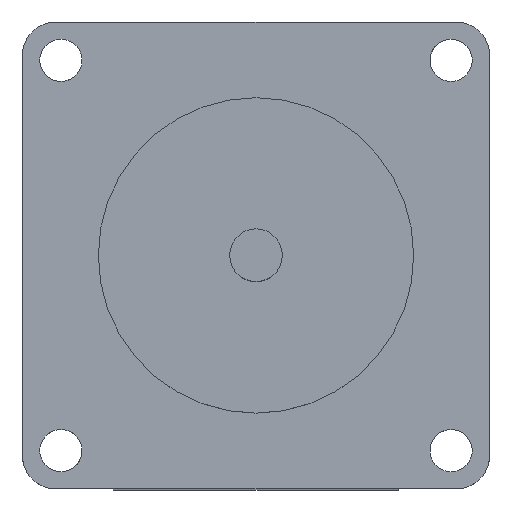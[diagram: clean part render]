
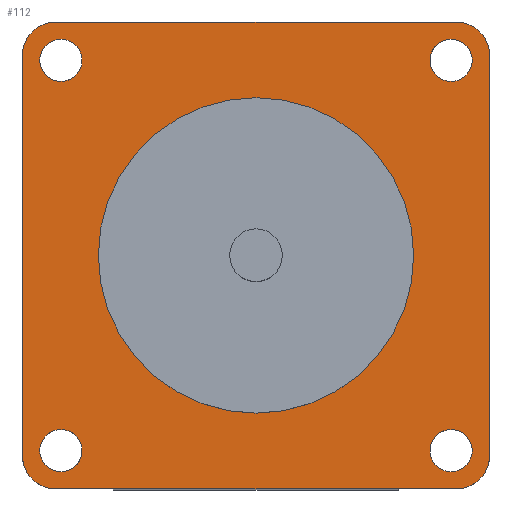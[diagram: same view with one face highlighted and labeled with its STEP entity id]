
A CAD part, top view. The second image highlights one B-rep face of the part: STEP entity #112.
In plain terms, the highlighted planar face has unit normal (0, 0, 1).
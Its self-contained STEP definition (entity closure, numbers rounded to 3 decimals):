
#112=ADVANCED_FACE('',(#200,#201,#202,#203,#204,#205),#206,.T.);
#200=FACE_BOUND('',#305,.T.);
#201=FACE_OUTER_BOUND('',#306,.T.);
#202=FACE_BOUND('',#307,.T.);
#203=FACE_BOUND('',#308,.T.);
#204=FACE_BOUND('',#309,.T.);
#205=FACE_BOUND('',#310,.T.);
#206=PLANE('',#311);
#305=EDGE_LOOP('',(#608,#609));
#306=EDGE_LOOP('',(#610,#611,#612,#613,#614,#615,#616,#617,#618,#619,#620,#621));
#307=EDGE_LOOP('',(#622,#623));
#308=EDGE_LOOP('',(#624,#625));
#309=EDGE_LOOP('',(#626,#627));
#310=EDGE_LOOP('',(#628,#629));
#311=AXIS2_PLACEMENT_3D('',#630,#631,#632);
#608=ORIENTED_EDGE('',*,*,#831,.T.);
#609=ORIENTED_EDGE('',*,*,#761,.T.);
#610=ORIENTED_EDGE('',*,*,#759,.F.);
#611=ORIENTED_EDGE('',*,*,#848,.F.);
#612=ORIENTED_EDGE('',*,*,#845,.F.);
#613=ORIENTED_EDGE('',*,*,#751,.F.);
#614=ORIENTED_EDGE('',*,*,#849,.F.);
#615=ORIENTED_EDGE('',*,*,#850,.F.);
#616=ORIENTED_EDGE('',*,*,#747,.F.);
#617=ORIENTED_EDGE('',*,*,#851,.F.);
#618=ORIENTED_EDGE('',*,*,#841,.F.);
#619=ORIENTED_EDGE('',*,*,#755,.F.);
#620=ORIENTED_EDGE('',*,*,#838,.F.);
#621=ORIENTED_EDGE('',*,*,#832,.F.);
#622=ORIENTED_EDGE('',*,*,#743,.T.);
#623=ORIENTED_EDGE('',*,*,#852,.T.);
#624=ORIENTED_EDGE('',*,*,#779,.T.);
#625=ORIENTED_EDGE('',*,*,#790,.T.);
#626=ORIENTED_EDGE('',*,*,#775,.T.);
#627=ORIENTED_EDGE('',*,*,#803,.T.);
#628=ORIENTED_EDGE('',*,*,#738,.T.);
#629=ORIENTED_EDGE('',*,*,#853,.T.);
#630=CARTESIAN_POINT('',(3.2,8.756,76.));
#631=DIRECTION('',(0.,0.,1.));
#632=DIRECTION('',(1.,0.,0.));
#738=EDGE_CURVE('',#865,#871,#873,.T.);
#743=EDGE_CURVE('',#875,#881,#883,.T.);
#747=EDGE_CURVE('',#889,#885,#891,.T.);
#751=EDGE_CURVE('',#897,#893,#899,.T.);
#755=EDGE_CURVE('',#905,#901,#907,.T.);
#759=EDGE_CURVE('',#913,#909,#915,.T.);
#761=EDGE_CURVE('',#919,#916,#920,.T.);
#775=EDGE_CURVE('',#941,#945,#947,.T.);
#779=EDGE_CURVE('',#949,#953,#955,.T.);
#790=EDGE_CURVE('',#953,#949,#974,.T.);
#803=EDGE_CURVE('',#945,#941,#996,.T.);
#831=EDGE_CURVE('',#916,#919,#1041,.T.);
#832=EDGE_CURVE('',#909,#1042,#1043,.T.);
#838=EDGE_CURVE('',#1042,#905,#1050,.T.);
#841=EDGE_CURVE('',#901,#1053,#1054,.T.);
#845=EDGE_CURVE('',#893,#1059,#1060,.T.);
#848=EDGE_CURVE('',#1059,#913,#1064,.T.);
#849=EDGE_CURVE('',#1065,#897,#1066,.T.);
#850=EDGE_CURVE('',#885,#1065,#1067,.T.);
#851=EDGE_CURVE('',#1053,#889,#1068,.T.);
#852=EDGE_CURVE('',#881,#875,#1069,.T.);
#853=EDGE_CURVE('',#871,#865,#1070,.T.);
#865=VERTEX_POINT('',#1083);
#871=VERTEX_POINT('',#1090);
#873=CIRCLE('',#1093,2.55);
#875=VERTEX_POINT('',#1095);
#881=VERTEX_POINT('',#1102);
#883=CIRCLE('',#1105,2.55);
#885=VERTEX_POINT('',#1107);
#889=VERTEX_POINT('',#1112);
#891=CIRCLE('',#1115,4.);
#893=VERTEX_POINT('',#1117);
#897=VERTEX_POINT('',#1122);
#899=CIRCLE('',#1125,4.);
#901=VERTEX_POINT('',#1127);
#905=VERTEX_POINT('',#1132);
#907=CIRCLE('',#1135,4.);
#909=VERTEX_POINT('',#1137);
#913=VERTEX_POINT('',#1142);
#915=CIRCLE('',#1145,4.);
#916=VERTEX_POINT('',#1146);
#919=VERTEX_POINT('',#1150);
#920=CIRCLE('',#1151,19.05);
#941=VERTEX_POINT('',#1177);
#945=VERTEX_POINT('',#1182);
#947=CIRCLE('',#1185,2.55);
#949=VERTEX_POINT('',#1187);
#953=VERTEX_POINT('',#1192);
#955=CIRCLE('',#1195,2.55);
#974=CIRCLE('',#1222,2.55);
#996=CIRCLE('',#1252,2.55);
#1041=CIRCLE('',#1313,19.05);
#1042=VERTEX_POINT('',#1314);
#1043=CIRCLE('',#1315,4.);
#1050=LINE('',#1325,#1326);
#1053=VERTEX_POINT('',#1331);
#1054=CIRCLE('',#1332,4.);
#1059=VERTEX_POINT('',#1339);
#1060=CIRCLE('',#1340,4.);
#1064=LINE('',#1345,#1346);
#1065=VERTEX_POINT('',#1347);
#1066=LINE('',#1348,#1349);
#1067=CIRCLE('',#1350,4.);
#1068=LINE('',#1351,#1352);
#1069=CIRCLE('',#1353,2.55);
#1070=CIRCLE('',#1354,2.55);
#1083=CARTESIAN_POINT('',(-17.82,-14.814,76.));
#1090=CARTESIAN_POINT('',(-22.92,-14.814,76.));
#1093=AXIS2_PLACEMENT_3D('',#1382,#1383,#1384);
#1095=CARTESIAN_POINT('',(-17.82,32.326,76.));
#1102=CARTESIAN_POINT('',(-22.92,32.326,76.));
#1105=AXIS2_PLACEMENT_3D('',#1393,#1394,#1395);
#1107=CARTESIAN_POINT('',(30.228,-18.273,76.));
#1112=CARTESIAN_POINT('',(31.4,-15.444,76.));
#1115=AXIS2_PLACEMENT_3D('',#1401,#1402,#1403);
#1117=CARTESIAN_POINT('',(-23.828,-18.273,76.));
#1122=CARTESIAN_POINT('',(-21.,-19.444,76.));
#1125=AXIS2_PLACEMENT_3D('',#1409,#1410,#1411);
#1127=CARTESIAN_POINT('',(30.228,35.784,76.));
#1132=CARTESIAN_POINT('',(27.4,36.956,76.));
#1135=AXIS2_PLACEMENT_3D('',#1417,#1418,#1419);
#1137=CARTESIAN_POINT('',(-23.828,35.784,76.));
#1142=CARTESIAN_POINT('',(-25.,32.956,76.));
#1145=AXIS2_PLACEMENT_3D('',#1425,#1426,#1427);
#1146=CARTESIAN_POINT('',(22.25,8.756,76.));
#1150=CARTESIAN_POINT('',(-15.85,8.756,76.));
#1151=AXIS2_PLACEMENT_3D('',#1429,#1430,#1431);
#1177=CARTESIAN_POINT('',(29.32,-14.814,76.));
#1182=CARTESIAN_POINT('',(24.22,-14.814,76.));
#1185=AXIS2_PLACEMENT_3D('',#1457,#1458,#1459);
#1187=CARTESIAN_POINT('',(29.32,32.326,76.));
#1192=CARTESIAN_POINT('',(24.22,32.326,76.));
#1195=AXIS2_PLACEMENT_3D('',#1465,#1466,#1467);
#1222=AXIS2_PLACEMENT_3D('',#1482,#1483,#1484);
#1252=AXIS2_PLACEMENT_3D('',#1505,#1506,#1507);
#1313=AXIS2_PLACEMENT_3D('',#1557,#1558,#1559);
#1314=CARTESIAN_POINT('',(-21.,36.956,76.));
#1315=AXIS2_PLACEMENT_3D('',#1560,#1561,#1562);
#1325=CARTESIAN_POINT('',(31.4,36.956,76.));
#1326=VECTOR('',#1572,10.);
#1331=CARTESIAN_POINT('',(31.4,32.956,76.));
#1332=AXIS2_PLACEMENT_3D('',#1575,#1576,#1577);
#1339=CARTESIAN_POINT('',(-25.,-15.444,76.));
#1340=AXIS2_PLACEMENT_3D('',#1583,#1584,#1585);
#1345=CARTESIAN_POINT('',(-25.,36.956,76.));
#1346=VECTOR('',#1590,10.);
#1347=CARTESIAN_POINT('',(27.4,-19.444,76.));
#1348=CARTESIAN_POINT('',(-25.,-19.444,76.));
#1349=VECTOR('',#1591,10.);
#1350=AXIS2_PLACEMENT_3D('',#1592,#1593,#1594);
#1351=CARTESIAN_POINT('',(31.4,-19.444,76.));
#1352=VECTOR('',#1595,10.);
#1353=AXIS2_PLACEMENT_3D('',#1596,#1597,#1598);
#1354=AXIS2_PLACEMENT_3D('',#1599,#1600,#1601);
#1382=CARTESIAN_POINT('',(-20.37,-14.814,76.));
#1383=DIRECTION('',(0.,0.,-1.));
#1384=DIRECTION('',(1.,0.,0.));
#1393=CARTESIAN_POINT('',(-20.37,32.326,76.));
#1394=DIRECTION('',(0.,0.,-1.));
#1395=DIRECTION('',(1.,0.,0.));
#1401=CARTESIAN_POINT('',(27.4,-15.444,76.));
#1402=DIRECTION('',(0.,0.,-1.));
#1403=DIRECTION('',(0.707,-0.707,0.));
#1409=CARTESIAN_POINT('',(-21.,-15.444,76.));
#1410=DIRECTION('',(0.,0.,-1.));
#1411=DIRECTION('',(-0.707,-0.707,0.));
#1417=CARTESIAN_POINT('',(27.4,32.956,76.));
#1418=DIRECTION('',(0.,0.,-1.));
#1419=DIRECTION('',(0.707,0.707,0.));
#1425=CARTESIAN_POINT('',(-21.,32.956,76.));
#1426=DIRECTION('',(0.,0.,-1.));
#1427=DIRECTION('',(-0.707,0.707,0.));
#1429=CARTESIAN_POINT('',(3.2,8.756,76.));
#1430=DIRECTION('',(0.,0.,-1.));
#1431=DIRECTION('',(1.,0.,0.));
#1457=CARTESIAN_POINT('',(26.77,-14.814,76.));
#1458=DIRECTION('',(0.,0.,-1.));
#1459=DIRECTION('',(1.,0.,0.));
#1465=CARTESIAN_POINT('',(26.77,32.326,76.));
#1466=DIRECTION('',(0.,0.,-1.));
#1467=DIRECTION('',(1.,0.,0.));
#1482=CARTESIAN_POINT('',(26.77,32.326,76.));
#1483=DIRECTION('',(0.,0.,-1.));
#1484=DIRECTION('',(1.,0.,0.));
#1505=CARTESIAN_POINT('',(26.77,-14.814,76.));
#1506=DIRECTION('',(0.,0.,-1.));
#1507=DIRECTION('',(1.,0.,0.));
#1557=CARTESIAN_POINT('',(3.2,8.756,76.));
#1558=DIRECTION('',(0.,0.,-1.));
#1559=DIRECTION('',(1.,0.,0.));
#1560=CARTESIAN_POINT('',(-21.,32.956,76.));
#1561=DIRECTION('',(0.,0.,-1.));
#1562=DIRECTION('',(-0.707,0.707,0.));
#1572=DIRECTION('',(1.,0.,0.));
#1575=CARTESIAN_POINT('',(27.4,32.956,76.));
#1576=DIRECTION('',(0.,0.,-1.));
#1577=DIRECTION('',(0.707,0.707,0.));
#1583=CARTESIAN_POINT('',(-21.,-15.444,76.));
#1584=DIRECTION('',(0.,0.,-1.));
#1585=DIRECTION('',(-0.707,-0.707,0.));
#1590=DIRECTION('',(0.,1.,0.));
#1591=DIRECTION('',(-1.,0.,0.));
#1592=CARTESIAN_POINT('',(27.4,-15.444,76.));
#1593=DIRECTION('',(0.,0.,-1.));
#1594=DIRECTION('',(0.707,-0.707,0.));
#1595=DIRECTION('',(0.,-1.,0.));
#1596=CARTESIAN_POINT('',(-20.37,32.326,76.));
#1597=DIRECTION('',(0.,0.,-1.));
#1598=DIRECTION('',(1.,0.,0.));
#1599=CARTESIAN_POINT('',(-20.37,-14.814,76.));
#1600=DIRECTION('',(0.,0.,-1.));
#1601=DIRECTION('',(1.,0.,0.));
